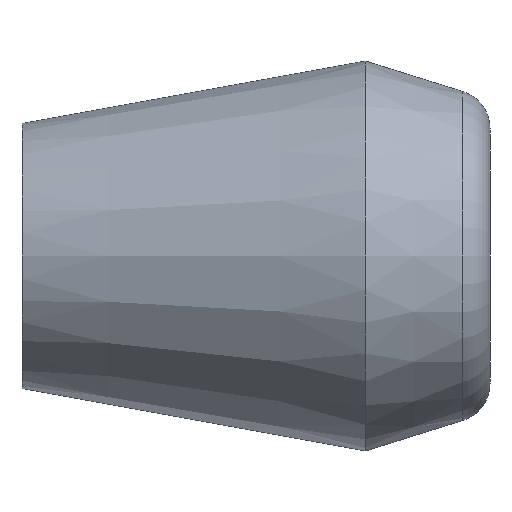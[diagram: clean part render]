
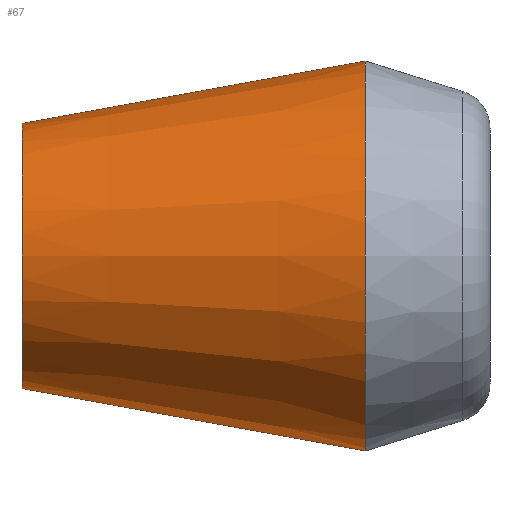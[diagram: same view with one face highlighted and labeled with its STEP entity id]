
A CAD part, left-side view. The second image highlights one B-rep face of the part: STEP entity #67.
In plain terms, the highlighted conical face has half-angle 10.305 degrees and reference radius 8.5 mm.
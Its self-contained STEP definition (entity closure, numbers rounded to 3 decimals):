
#9 = VECTOR ( 'NONE', #188, 1000. ) ;
#15 = AXIS2_PLACEMENT_3D ( 'NONE', #180, #178, #177 ) ;
#30 = CONICAL_SURFACE ( 'NONE', #15, 8.5, 0.18 ) ;
#43 = EDGE_CURVE ( 'NONE', #281, #286, #232, .T. ) ;
#46 = EDGE_CURVE ( 'NONE', #290, #288, #247, .T. ) ;
#59 = EDGE_CURVE ( 'NONE', #288, #286, #320, .T. ) ;
#64 = EDGE_CURVE ( 'NONE', #290, #281, #311, .T. ) ;
#67 = ADVANCED_FACE ( 'NONE', ( #314 ), #30, .T. ) ;
#131 = CARTESIAN_POINT ( 'NONE',  ( 0., 0., 0. ) ) ;
#141 = DIRECTION ( 'NONE',  ( 0., 0., 1. ) ) ;
#144 = CARTESIAN_POINT ( 'NONE',  ( 0., 22., 0. ) ) ;
#146 = DIRECTION ( 'NONE',  ( 0., 1., 0. ) ) ;
#147 = DIRECTION ( 'NONE',  ( 0., 1., 0. ) ) ;
#153 = DIRECTION ( 'NONE',  ( 0., 0., 1. ) ) ;
#161 = CARTESIAN_POINT ( 'NONE',  ( 0., 22., -8.5 ) ) ;
#163 = CARTESIAN_POINT ( 'NONE',  ( 0., 22., 8.5 ) ) ;
#168 = CARTESIAN_POINT ( 'NONE',  ( 0., 0., -12.5 ) ) ;
#171 = CARTESIAN_POINT ( 'NONE',  ( 0., 0., 12.5 ) ) ;
#177 = DIRECTION ( 'NONE',  ( 0., 0., -1. ) ) ;
#178 = DIRECTION ( 'NONE',  ( 0., -1., 0. ) ) ;
#179 = DIRECTION ( 'NONE',  ( 0., -0.984, 0.179 ) ) ;
#180 = CARTESIAN_POINT ( 'NONE',  ( 0., 22., 0. ) ) ;
#188 = DIRECTION ( 'NONE',  ( 0., -0.984, -0.179 ) ) ;
#189 = CARTESIAN_POINT ( 'NONE',  ( 0., 22., -8.5 ) ) ;
#196 = CARTESIAN_POINT ( 'NONE',  ( 0., 22., 8.5 ) ) ;
#232 = CIRCLE ( 'NONE', #256, 12.5 ) ;
#237 = VECTOR ( 'NONE', #179, 1000. ) ;
#238 = AXIS2_PLACEMENT_3D ( 'NONE', #144, #147, #153 ) ;
#247 = CIRCLE ( 'NONE', #238, 8.5 ) ;
#256 = AXIS2_PLACEMENT_3D ( 'NONE', #131, #146, #141 ) ;
#281 = VERTEX_POINT ( 'NONE', #168 ) ;
#286 = VERTEX_POINT ( 'NONE', #171 ) ;
#288 = VERTEX_POINT ( 'NONE', #163 ) ;
#290 = VERTEX_POINT ( 'NONE', #161 ) ;
#301 = EDGE_LOOP ( 'NONE', ( #353, #351, #354, #346 ) ) ;
#311 = LINE ( 'NONE', #189, #9 ) ;
#314 = FACE_OUTER_BOUND ( 'NONE', #301, .T. ) ;
#320 = LINE ( 'NONE', #196, #237 ) ;
#346 = ORIENTED_EDGE ( 'NONE', *, *, #43, .T. ) ;
#351 = ORIENTED_EDGE ( 'NONE', *, *, #46, .F. ) ;
#353 = ORIENTED_EDGE ( 'NONE', *, *, #59, .F. ) ;
#354 = ORIENTED_EDGE ( 'NONE', *, *, #64, .T. ) ;
